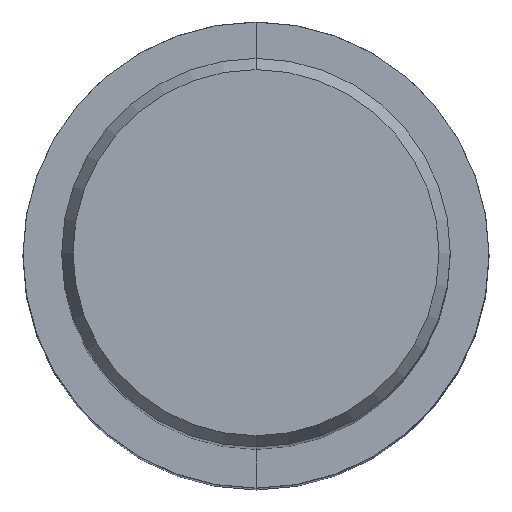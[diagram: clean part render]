
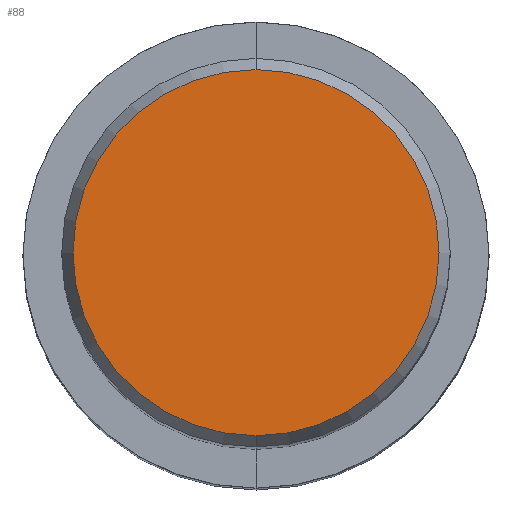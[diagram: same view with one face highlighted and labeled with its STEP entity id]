
A CAD part, top view. The second image highlights one B-rep face of the part: STEP entity #88.
In plain terms, the highlighted planar face has unit normal (0, 0, 1).
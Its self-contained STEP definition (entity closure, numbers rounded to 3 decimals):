
#84=EDGE_CURVE('',#138,#168,#198,.T.);
#88=ADVANCED_FACE('',(#202),#203,.T.);
#104=EDGE_CURVE('',#168,#138,#221,.T.);
#138=VERTEX_POINT('',#259);
#168=VERTEX_POINT('',#293);
#198=CIRCLE('',#317,7.479);
#202=FACE_OUTER_BOUND('',#322,.T.);
#203=PLANE('',#323);
#221=CIRCLE('',#346,7.479);
#259=CARTESIAN_POINT('',(0.0,7.479,0.01));
#293=CARTESIAN_POINT('',(0.,-7.479,0.01));
#317=AXIS2_PLACEMENT_3D('',#452,#453,#454);
#322=EDGE_LOOP('',(#459,#460));
#323=AXIS2_PLACEMENT_3D('',#461,#462,#463);
#346=AXIS2_PLACEMENT_3D('',#480,#481,#482);
#452=CARTESIAN_POINT('',(0.0,0.0,0.01));
#453=DIRECTION('',(0.0,0.0,-1.0));
#454=DIRECTION('',(0.0,1.0,0.0));
#459=ORIENTED_EDGE('',*,*,#84,.F.);
#460=ORIENTED_EDGE('',*,*,#104,.F.);
#461=CARTESIAN_POINT('',(0.0,3.74,0.01));
#462=DIRECTION('',(-0.0,0.0,1.0));
#463=DIRECTION('',(0.0,-1.0,0.0));
#480=CARTESIAN_POINT('',(0.0,0.0,0.01));
#481=DIRECTION('',(0.0,0.0,-1.0));
#482=DIRECTION('',(0.0,1.0,0.0));
